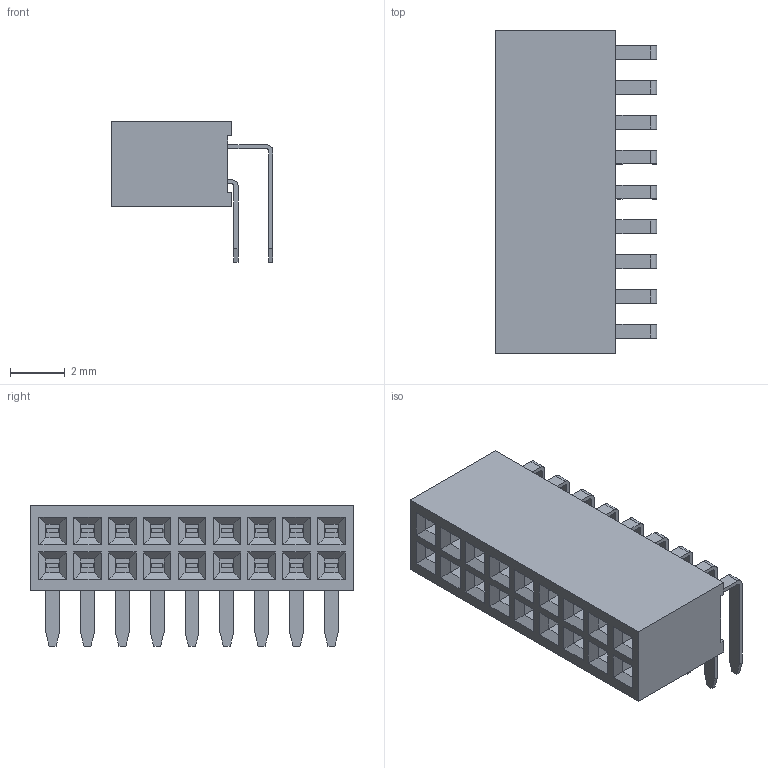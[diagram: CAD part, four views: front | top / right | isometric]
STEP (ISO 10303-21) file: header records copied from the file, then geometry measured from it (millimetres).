
FILE_DESCRIPTION(/* description */ ('model of PinSocket_2x09_P1.27mm_Horizontal'),/* implementation_level */ '2;1');
FILE_NAME(/* name */ 'PinSocket_2x09_P1.27mm_Horizontal.step',/* time_stamp */ '1970-01-01T00:00:00',/* author */ ('KiCAD','kicad'),/* organization */ ('OCCT'),/* preprocessor_version */ '',/* originating_system */ 'KiCAD',/* authorisation */ '');
FILE_SCHEMA(('AUTOMOTIVE_DESIGN { 1 0 10303 214 1 1 1 1 }'));
Length unit declared in the file: millimetre
Products named in the file (1): PinSocket_2x09_P1.27mm_Horizontal
Bounding box: 5.89 x 11.78 x 5.12 mm (x, y, z)
Volume: 145.8 mm3; surface area: 446.3 mm2
Topology: 1 solids, 1 shells, 550 faces, 1464 edges, 952 vertices
Faces by surface type: plane 514, cylinder 36
Entity records: 10883 total; most frequent: ORIENTED_EDGE 2196, EDGE_CURVE 1464, CARTESIAN_POINT 1370, LINE 1318, VERTEX_POINT 952, FACE_BOUND 586, EDGE_LOOP 586, ADVANCED_FACE 550
